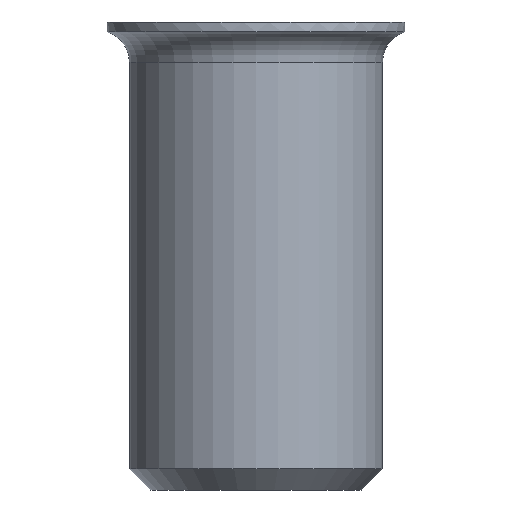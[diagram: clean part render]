
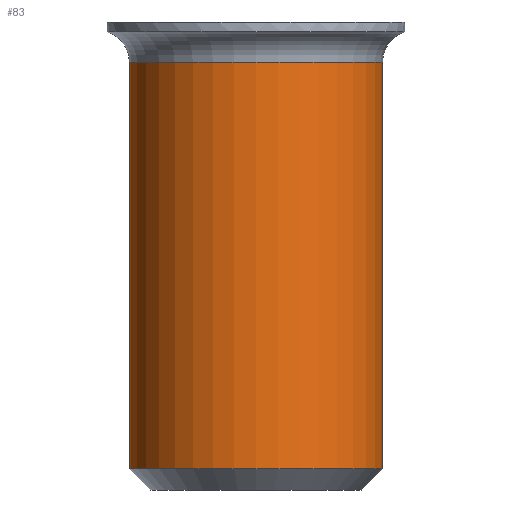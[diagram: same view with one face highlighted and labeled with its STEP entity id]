
A CAD part, front view. The second image highlights one B-rep face of the part: STEP entity #83.
In plain terms, the highlighted cylindrical face has radius 5.95 mm (diameter 11.9 mm), a full revolution.
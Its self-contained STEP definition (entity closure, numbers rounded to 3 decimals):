
#83 = ADVANCED_FACE( '', ( #107, #108 ), #109, .T. );
#107 = FACE_OUTER_BOUND( '', #135, .T. );
#108 = FACE_OUTER_BOUND( '', #136, .T. );
#109 = CYLINDRICAL_SURFACE( '', #137, 5.95 );
#135 = EDGE_LOOP( '', ( #204 ) );
#136 = EDGE_LOOP( '', ( #205 ) );
#137 = AXIS2_PLACEMENT_3D( '', #206, #207, #208 );
#204 = ORIENTED_EDGE( '', *, *, #237, .T. );
#205 = ORIENTED_EDGE( '', *, *, #245, .T. );
#206 = CARTESIAN_POINT( '', ( 0., 0., 22. ) );
#207 = DIRECTION( '', ( 0., 0., 1. ) );
#208 = DIRECTION( '', ( -1., 0., 0. ) );
#237 = EDGE_CURVE( '', #272, #272, #273, .F. );
#245 = EDGE_CURVE( '', #282, #282, #283, .T. );
#272 = VERTEX_POINT( '', #326 );
#273 = CIRCLE( '', #327, 5.95 );
#282 = VERTEX_POINT( '', #340 );
#283 = CIRCLE( '', #341, 5.95 );
#326 = CARTESIAN_POINT( '', ( 5.95, 0., 20.099 ) );
#327 = AXIS2_PLACEMENT_3D( '', #361, #362, #363 );
#340 = CARTESIAN_POINT( '', ( 5.95, 0., 1. ) );
#341 = AXIS2_PLACEMENT_3D( '', #377, #378, #379 );
#361 = CARTESIAN_POINT( '', ( 0., 0., 20.099 ) );
#362 = DIRECTION( '', ( 0., 0., 1. ) );
#363 = DIRECTION( '', ( 1., 0., 0. ) );
#377 = CARTESIAN_POINT( '', ( 0., 0., 1. ) );
#378 = DIRECTION( '', ( 0., 0., 1. ) );
#379 = DIRECTION( '', ( 1., 0., 0. ) );
